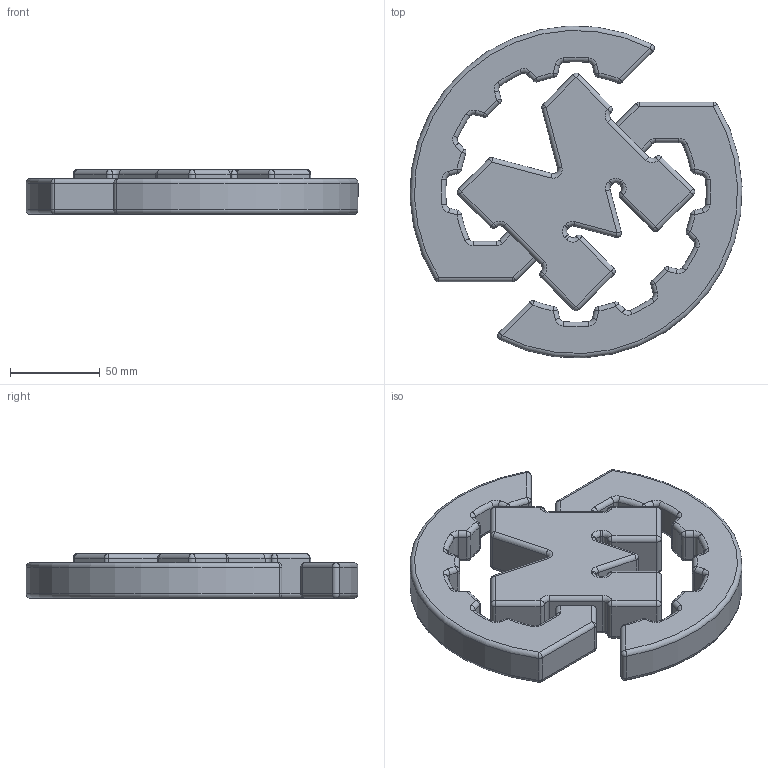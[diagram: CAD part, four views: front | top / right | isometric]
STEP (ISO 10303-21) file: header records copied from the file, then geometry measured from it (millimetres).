
FILE_DESCRIPTION((''),'2;1');
FILE_NAME('CAD.stp','2016-02-29T20:12:07+00:00',('none'),('none'),'','','none');
FILE_SCHEMA((''));
Length unit declared in the file: millimetre
Products named in the file (1): Swindon Makerspace Logo
Bounding box: 184.88 x 184.81 x 25 mm (x, y, z)
Volume: 411311.1 mm3; surface area: 69029 mm2
Topology: 1 solids, 1 shells, 414 faces, 964 edges, 474 vertices
Faces by surface type: cylinder 184, torus 102, sphere 78, plane 50
Entity records: 10452 total; most frequent: CARTESIAN_POINT 1800, ORIENTED_EDGE 1772, DIRECTION 1672, AXIS2_PLACEMENT_3D 950, EDGE_CURVE 886, CIRCLE 554, VERTEX_POINT 474, ADVANCED_FACE 414
